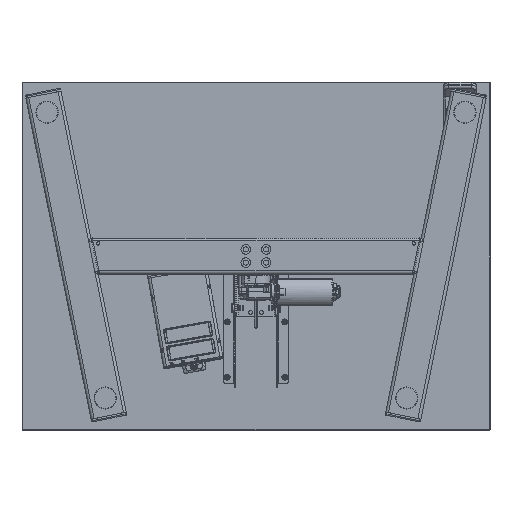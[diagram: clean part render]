
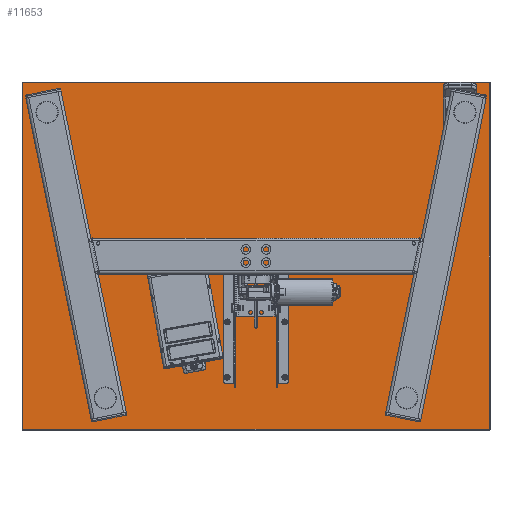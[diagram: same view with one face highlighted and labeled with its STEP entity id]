
A CAD part, front view. The second image highlights one B-rep face of the part: STEP entity #11653.
In plain terms, the highlighted planar face has unit normal (0, -1, 0).
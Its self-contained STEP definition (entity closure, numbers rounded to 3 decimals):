
#430 = LINE ( 'NONE', #45063, #43109 ) ;
#1640 = LINE ( 'NONE', #37824, #50221 ) ;
#2064 = VERTEX_POINT ( 'NONE', #52468 ) ;
#3504 = CARTESIAN_POINT ( 'NONE',  ( 389., 752.9, 289. ) ) ;
#5900 = PLANE ( 'NONE',  #44070 ) ;
#6029 = DIRECTION ( 'NONE',  ( 0., 0., -1. ) ) ;
#7200 = CARTESIAN_POINT ( 'NONE',  ( 389., 752.9, 0. ) ) ;
#7877 = EDGE_CURVE ( 'NONE', #45085, #49581, #55617, .T. ) ;
#9229 = VECTOR ( 'NONE', #50970, 1000. ) ;
#9931 = DIRECTION ( 'NONE',  ( -1., 0., 0. ) ) ;
#11170 = VECTOR ( 'NONE', #9931, 1000. ) ;
#11653 = ADVANCED_FACE ( 'NONE', ( #14945 ), #5900, .F. ) ;
#14945 = FACE_OUTER_BOUND ( 'NONE', #45066, .T. ) ;
#18677 = LINE ( 'NONE', #36186, #11170 ) ;
#22221 = CARTESIAN_POINT ( 'NONE',  ( -389., 752.9, 289. ) ) ;
#26128 = VERTEX_POINT ( 'NONE', #22221 ) ;
#27313 = EDGE_CURVE ( 'NONE', #26128, #2064, #1640, .T. ) ;
#28077 = DIRECTION ( 'NONE',  ( 0., 1., 0. ) ) ;
#30879 = ORIENTED_EDGE ( 'NONE', *, *, #27313, .T. ) ;
#31656 = ORIENTED_EDGE ( 'NONE', *, *, #7877, .T. ) ;
#36186 = CARTESIAN_POINT ( 'NONE',  ( 0., 752.9, 289. ) ) ;
#37824 = CARTESIAN_POINT ( 'NONE',  ( -389., 752.9, 0. ) ) ;
#38076 = EDGE_CURVE ( 'NONE', #2064, #45085, #430, .T. ) ;
#43109 = VECTOR ( 'NONE', #53529, 1000. ) ;
#44070 = AXIS2_PLACEMENT_3D ( 'NONE', #55196, #28077, #54619 ) ;
#45063 = CARTESIAN_POINT ( 'NONE',  ( 0., 752.9, -289. ) ) ;
#45066 = EDGE_LOOP ( 'NONE', ( #50293, #30879, #49215, #31656 ) ) ;
#45085 = VERTEX_POINT ( 'NONE', #55976 ) ;
#46217 = EDGE_CURVE ( 'NONE', #49581, #26128, #18677, .T. ) ;
#49215 = ORIENTED_EDGE ( 'NONE', *, *, #38076, .T. ) ;
#49581 = VERTEX_POINT ( 'NONE', #3504 ) ;
#50221 = VECTOR ( 'NONE', #6029, 1000. ) ;
#50293 = ORIENTED_EDGE ( 'NONE', *, *, #46217, .T. ) ;
#50970 = DIRECTION ( 'NONE',  ( 0., 0., 1. ) ) ;
#52468 = CARTESIAN_POINT ( 'NONE',  ( -389., 752.9, -289. ) ) ;
#53529 = DIRECTION ( 'NONE',  ( 1., 0., 0. ) ) ;
#54619 = DIRECTION ( 'NONE',  ( 0., 0., 1. ) ) ;
#55196 = CARTESIAN_POINT ( 'NONE',  ( 0., 752.9, 0. ) ) ;
#55617 = LINE ( 'NONE', #7200, #9229 ) ;
#55976 = CARTESIAN_POINT ( 'NONE',  ( 389., 752.9, -289. ) ) ;
